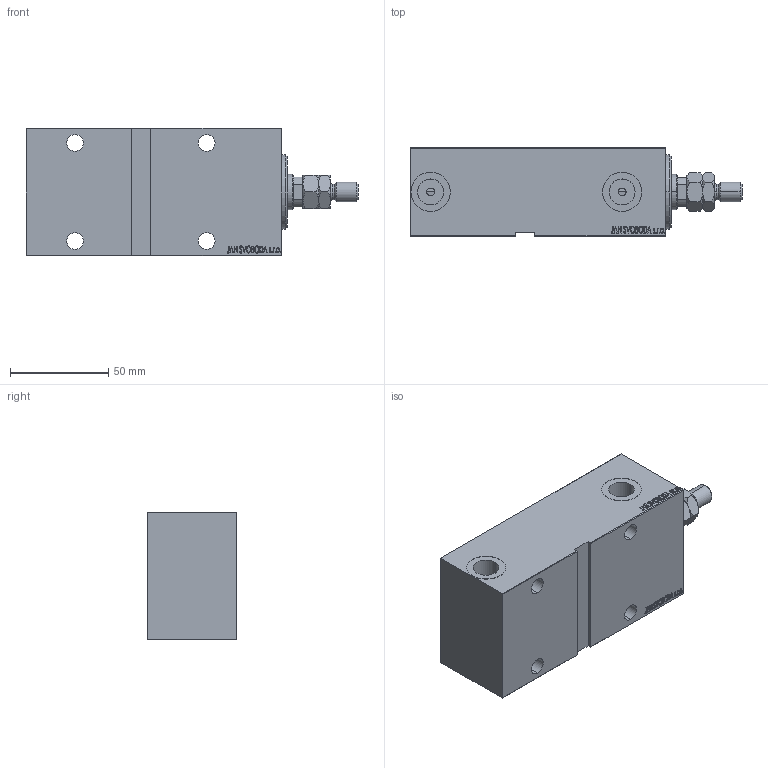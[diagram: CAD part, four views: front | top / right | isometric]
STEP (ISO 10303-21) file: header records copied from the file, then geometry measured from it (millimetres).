
FILE_DESCRIPTION (( 'STEP AP203' ), '1' );
FILE_NAME ('d3a7.STEP', '2022-05-10T11:28:47', ( '' ), ( '' ), 'SwSTEP 2.0', 'SolidWorks 2019', '' );
FILE_SCHEMA (( 'CONFIG_CONTROL_DESIGN' ));
Length unit declared in the file: millimetre
Products named in the file (5): V450CM_VC_B e9bb21ebd2847aa9dffc0e588145f3d7; V450CM_E_VCP e9bb21ebd2847aa9dffc0e588145f3d7; MTA e9bb21ebd2847aa9dffc0e588145f3d7; V450CM_E_Body e9bb21ebd2847aa9dffc0e588145f3d7; d3a7
Assembly tree (4 placements, depth 2):
  d3a7
    V450CM_E_Body e9bb21ebd2847aa9dffc0e588145f3d7
    V450CM_E_VCP e9bb21ebd2847aa9dffc0e588145f3d7
    V450CM_VC_B e9bb21ebd2847aa9dffc0e588145f3d7
    MTA e9bb21ebd2847aa9dffc0e588145f3d7
Bounding box: 169 x 45 x 65 mm (x, y, z)
Volume: 344365.9 mm3; surface area: 68055.2 mm2
Topology: 4 solids, 4 shells, 925 faces, 2354 edges, 1547 vertices
Faces by surface type: plane 431, bspline 380, cylinder 70, cone 42, torus 2
Entity records: 45523 total; most frequent: CARTESIAN_POINT 25217, ORIENTED_EDGE 4704, DIRECTION 2800, EDGE_CURVE 2352, VERTEX_POINT 1547, LINE 1352, VECTOR 1352, EDGE_LOOP 1055
